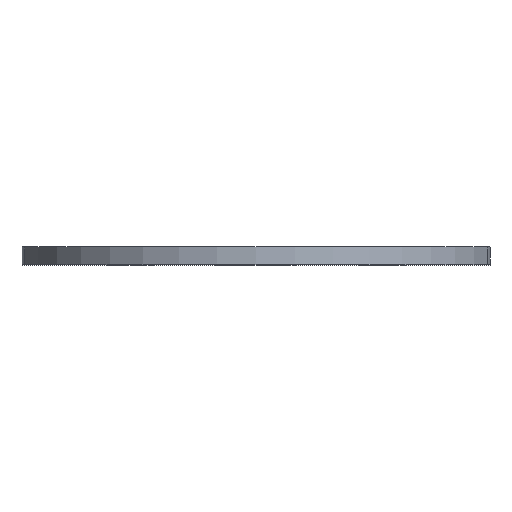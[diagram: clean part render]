
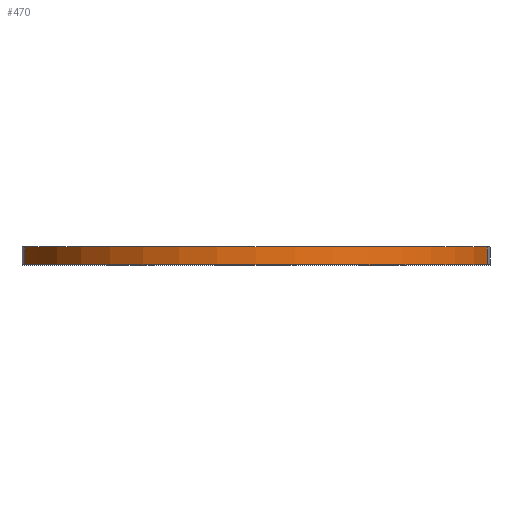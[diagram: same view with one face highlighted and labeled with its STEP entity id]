
A CAD part, top view. The second image highlights one B-rep face of the part: STEP entity #470.
In plain terms, the highlighted cylindrical face has radius 13.272 mm (diameter 26.543 mm), a partial arc.
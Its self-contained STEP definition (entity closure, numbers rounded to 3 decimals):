
#3 = CARTESIAN_POINT ( 'NONE',  ( 12.836, 1., 4.452 ) ) ;
#28 = ORIENTED_EDGE ( 'NONE', *, *, #272, .F. ) ;
#57 = CIRCLE ( 'NONE', #142, 13.272 ) ;
#60 = DIRECTION ( 'NONE',  ( 0., -1., 0. ) ) ;
#73 = DIRECTION ( 'NONE',  ( 0., -1., 0. ) ) ;
#134 = CARTESIAN_POINT ( 'NONE',  ( 0., 0., 1.078 ) ) ;
#141 = AXIS2_PLACEMENT_3D ( 'NONE', #372, #797, #741 ) ;
#142 = AXIS2_PLACEMENT_3D ( 'NONE', #134, #145, #515 ) ;
#144 = ORIENTED_EDGE ( 'NONE', *, *, #293, .T. ) ;
#145 = DIRECTION ( 'NONE',  ( 0., 1., 0. ) ) ;
#156 = AXIS2_PLACEMENT_3D ( 'NONE', #630, #73, #445 ) ;
#230 = EDGE_LOOP ( 'NONE', ( #28, #144, #530, #606 ) ) ;
#262 = VERTEX_POINT ( 'NONE', #622 ) ;
#266 = EDGE_CURVE ( 'NONE', #262, #560, #367, .T. ) ;
#272 = EDGE_CURVE ( 'NONE', #473, #560, #654, .T. ) ;
#293 = EDGE_CURVE ( 'NONE', #473, #784, #734, .T. ) ;
#300 = DIRECTION ( 'NONE',  ( 0., 1., 0. ) ) ;
#334 = VECTOR ( 'NONE', #300, 1000. ) ;
#367 = LINE ( 'NONE', #3, #334 ) ;
#372 = CARTESIAN_POINT ( 'NONE',  ( 0., 1., 1.078 ) ) ;
#393 = CARTESIAN_POINT ( 'NONE',  ( -12.836, 0., 4.452 ) ) ;
#441 = CYLINDRICAL_SURFACE ( 'NONE', #156, 13.272 ) ;
#445 = DIRECTION ( 'NONE',  ( 0., 0., -1. ) ) ;
#470 = ADVANCED_FACE ( 'NONE', ( #751 ), #441, .T. ) ;
#473 = VERTEX_POINT ( 'NONE', #696 ) ;
#515 = DIRECTION ( 'NONE',  ( 0., 0., 1. ) ) ;
#530 = ORIENTED_EDGE ( 'NONE', *, *, #778, .T. ) ;
#538 = CARTESIAN_POINT ( 'NONE',  ( 12.836, 1., 4.452 ) ) ;
#560 = VERTEX_POINT ( 'NONE', #538 ) ;
#606 = ORIENTED_EDGE ( 'NONE', *, *, #266, .T. ) ;
#622 = CARTESIAN_POINT ( 'NONE',  ( 12.836, 0., 4.452 ) ) ;
#630 = CARTESIAN_POINT ( 'NONE',  ( 0., 1., 1.078 ) ) ;
#654 = CIRCLE ( 'NONE', #141, 13.272 ) ;
#696 = CARTESIAN_POINT ( 'NONE',  ( -12.836, 1., 4.452 ) ) ;
#715 = VECTOR ( 'NONE', #60, 1000. ) ;
#734 = LINE ( 'NONE', #795, #715 ) ;
#741 = DIRECTION ( 'NONE',  ( 0., 0., 1. ) ) ;
#751 = FACE_OUTER_BOUND ( 'NONE', #230, .T. ) ;
#778 = EDGE_CURVE ( 'NONE', #784, #262, #57, .T. ) ;
#784 = VERTEX_POINT ( 'NONE', #393 ) ;
#795 = CARTESIAN_POINT ( 'NONE',  ( -12.836, 1., 4.452 ) ) ;
#797 = DIRECTION ( 'NONE',  ( 0., 1., 0. ) ) ;
